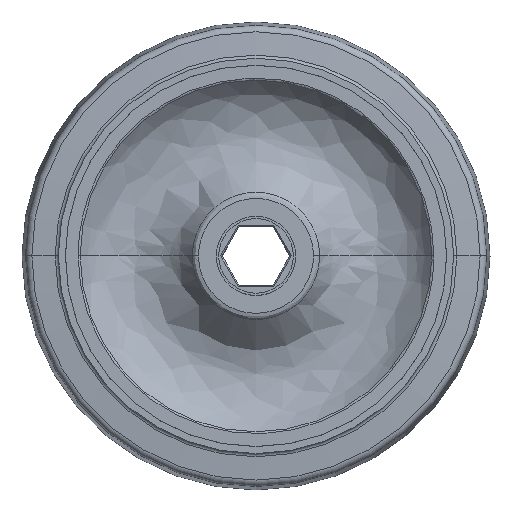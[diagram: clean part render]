
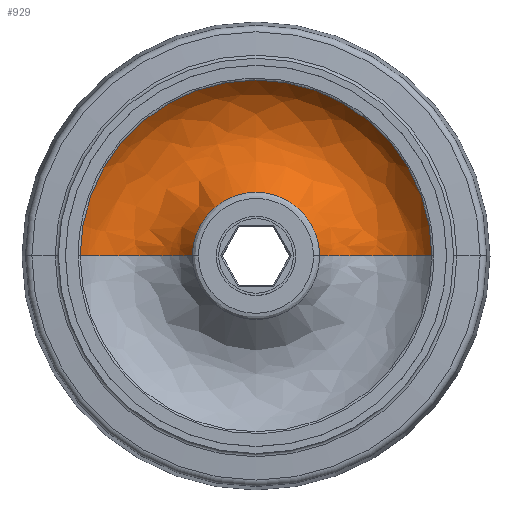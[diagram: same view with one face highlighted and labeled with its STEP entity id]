
A CAD part, top view. The second image highlights one B-rep face of the part: STEP entity #929.
In plain terms, the highlighted free-form (B-spline) face has degree [3, 3] with [4, 4] control points.
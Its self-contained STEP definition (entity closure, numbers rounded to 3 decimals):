
#68 = CARTESIAN_POINT ( 'NONE',  ( 13.815, 0., 12.291 ) ) ;
#71 = CIRCLE ( 'NONE', #1429, 13.815 ) ;
#146 = DIRECTION ( 'NONE',  ( 0., 1., 0. ) ) ;
#153 = AXIS2_PLACEMENT_3D ( 'NONE', #812, #1860, #2220 ) ;
#156 = ORIENTED_EDGE ( 'NONE', *, *, #1012, .F. ) ;
#226 = DIRECTION ( 'NONE',  ( -1., 0., 0. ) ) ;
#255 = VERTEX_POINT ( 'NONE', #1532 ) ;
#405 = ORIENTED_EDGE ( 'NONE', *, *, #761, .F. ) ;
#413 = CARTESIAN_POINT ( 'NONE',  ( 38.176, 76.352, 10.956 ) ) ;
#424 = CIRCLE ( 'NONE', #153, 14.288 ) ;
#554 = CARTESIAN_POINT ( 'NONE',  ( 31.405, 0., 1.106 ) ) ;
#570 = CARTESIAN_POINT ( 'NONE',  ( 13.815, 0., 12.291 ) ) ;
#644 = ORIENTED_EDGE ( 'NONE', *, *, #926, .T. ) ;
#727 = CARTESIAN_POINT ( 'NONE',  ( 13.815, 27.63, 12.291 ) ) ;
#732 = CARTESIAN_POINT ( 'NONE',  ( -31.405, 62.809, 1.106 ) ) ;
#751 = CARTESIAN_POINT ( 'NONE',  ( -38.176, 76.352, 10.956 ) ) ;
#761 = EDGE_CURVE ( 'NONE', #1014, #1683, #71, .T. ) ;
#767 = CARTESIAN_POINT ( 'NONE',  ( -38.176, 0., 10.956 ) ) ;
#772 = CARTESIAN_POINT ( 'NONE',  ( 0., 0., 12.291 ) ) ;
#812 = CARTESIAN_POINT ( 'NONE',  ( 26.403, 0., 19.05 ) ) ;
#846 = AXIS2_PLACEMENT_3D ( 'NONE', #2132, #1415, #226 ) ;
#867 = ORIENTED_EDGE ( 'NONE', *, *, #2222, .F. ) ;
#923 = CARTESIAN_POINT ( 'NONE',  ( 19.47, 38.94, 1.76 ) ) ;
#926 = EDGE_CURVE ( 'NONE', #1014, #255, #424, .T. ) ;
#929 = ADVANCED_FACE ( 'NONE', ( #1421 ), #2111, .F. ) ;
#955 = DIRECTION ( 'NONE',  ( 0., 0., 1. ) ) ;
#1012 = EDGE_CURVE ( 'NONE', #1508, #255, #1159, .T. ) ;
#1014 = VERTEX_POINT ( 'NONE', #68 ) ;
#1019 = CARTESIAN_POINT ( 'NONE',  ( -26.403, 0., 19.05 ) ) ;
#1087 = CARTESIAN_POINT ( 'NONE',  ( 31.405, 62.809, 1.106 ) ) ;
#1159 = CIRCLE ( 'NONE', #846, 38.176 ) ;
#1249 = CARTESIAN_POINT ( 'NONE',  ( -38.176, 0., 10.956 ) ) ;
#1365 = DIRECTION ( 'NONE',  ( -1., 0., 0. ) ) ;
#1401 = EDGE_LOOP ( 'NONE', ( #405, #644, #156, #867 ) ) ;
#1415 = DIRECTION ( 'NONE',  ( 0., 0., -1. ) ) ;
#1421 = FACE_OUTER_BOUND ( 'NONE', #1401, .T. ) ;
#1429 = AXIS2_PLACEMENT_3D ( 'NONE', #772, #955, #1453 ) ;
#1444 = CARTESIAN_POINT ( 'NONE',  ( -19.47, 38.94, 1.76 ) ) ;
#1453 = DIRECTION ( 'NONE',  ( 1., 0., 0. ) ) ;
#1508 = VERTEX_POINT ( 'NONE', #767 ) ;
#1528 = AXIS2_PLACEMENT_3D ( 'NONE', #1019, #146, #1365 ) ;
#1532 = CARTESIAN_POINT ( 'NONE',  ( 38.176, 0., 10.956 ) ) ;
#1605 = CIRCLE ( 'NONE', #1528, 14.288 ) ;
#1683 = VERTEX_POINT ( 'NONE', #2124 ) ;
#1759 = CARTESIAN_POINT ( 'NONE',  ( 19.47, 0., 1.76 ) ) ;
#1764 = CARTESIAN_POINT ( 'NONE',  ( -19.47, 0., 1.76 ) ) ;
#1773 = CARTESIAN_POINT ( 'NONE',  ( -31.405, 0., 1.106 ) ) ;
#1782 = CARTESIAN_POINT ( 'NONE',  ( -13.815, 27.63, 12.291 ) ) ;
#1860 = DIRECTION ( 'NONE',  ( 0., -1., 0. ) ) ;
#1936 = CARTESIAN_POINT ( 'NONE',  ( 38.176, 0., 10.956 ) ) ;
#1964 = CARTESIAN_POINT ( 'NONE',  ( -13.815, 0., 12.291 ) ) ;
#2111 =( BOUNDED_SURFACE ( )  B_SPLINE_SURFACE ( 3, 3, ( 
 ( #1964, #1782, #727, #570 ),
 ( #1764, #1444, #923, #1759 ),
 ( #1773, #732, #1087, #554 ),
 ( #1249, #751, #413, #1936 ) ),
 .UNSPECIFIED., .F., .F., .T. ) 
 B_SPLINE_SURFACE_WITH_KNOTS ( ( 4, 4 ),
 ( 4, 4 ),
 ( 0., 1. ),
 ( 0., 1. ),
 .UNSPECIFIED. ) 
 GEOMETRIC_REPRESENTATION_ITEM ( )  RATIONAL_B_SPLINE_SURFACE ( (
 ( 1., 0.333, 0.333, 1.),
 ( 0.68, 0.227, 0.227, 0.68),
 ( 0.68, 0.227, 0.227, 0.68),
 ( 1., 0.333, 0.333, 1.) ) ) 
 REPRESENTATION_ITEM ( '' )  SURFACE ( )  );
#2124 = CARTESIAN_POINT ( 'NONE',  ( -13.815, 0., 12.291 ) ) ;
#2132 = CARTESIAN_POINT ( 'NONE',  ( 0., 0., 10.956 ) ) ;
#2220 = DIRECTION ( 'NONE',  ( 1., 0., 0. ) ) ;
#2222 = EDGE_CURVE ( 'NONE', #1683, #1508, #1605, .T. ) ;
